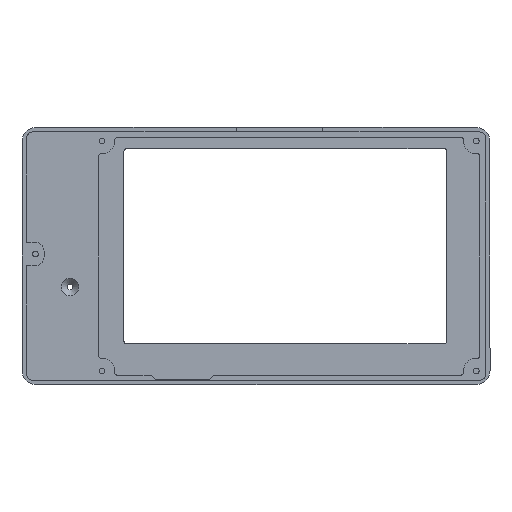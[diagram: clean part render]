
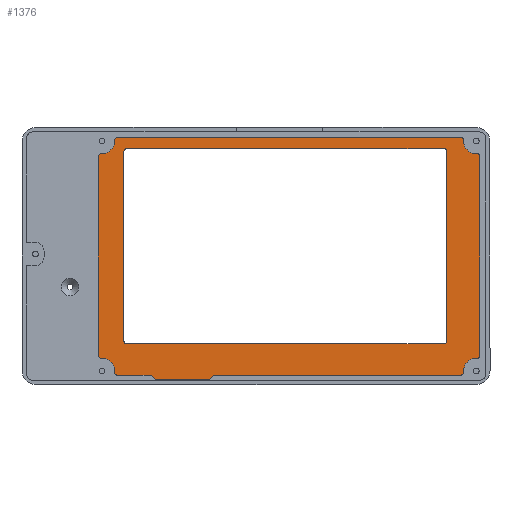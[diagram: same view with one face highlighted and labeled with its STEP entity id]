
A CAD part, front view. The second image highlights one B-rep face of the part: STEP entity #1376.
In plain terms, the highlighted planar face has unit normal (0, -1, 0).
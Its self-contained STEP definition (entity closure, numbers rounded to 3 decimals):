
#24=FACE_BOUND('',#268,.T.);
#107=CIRCLE('',#1506,1.);
#108=CIRCLE('',#1508,4.3);
#109=CIRCLE('',#1510,1.);
#110=CIRCLE('',#1513,1.);
#111=CIRCLE('',#1515,4.3);
#112=CIRCLE('',#1517,1.);
#113=CIRCLE('',#1520,1.);
#114=CIRCLE('',#1522,4.3);
#115=CIRCLE('',#1524,1.);
#116=CIRCLE('',#1527,1.);
#117=CIRCLE('',#1529,4.3);
#118=CIRCLE('',#1530,1.);
#119=CIRCLE('',#1531,1.);
#120=CIRCLE('',#1532,1.);
#121=CIRCLE('',#1533,1.);
#122=CIRCLE('',#1534,1.);
#180=FACE_OUTER_BOUND('',#267,.T.);
#267=EDGE_LOOP('',(#1153,#1154,#1155,#1156,#1157,#1158,#1159,#1160,#1161,
#1162,#1163,#1164,#1165,#1166,#1167,#1168,#1169,#1170,#1171,#1172));
#268=EDGE_LOOP('',(#1173,#1174,#1175,#1176,#1177,#1178,#1179,#1180));
#384=LINE('',#2277,#514);
#389=LINE('',#2293,#519);
#395=LINE('',#2311,#525);
#399=LINE('',#2320,#529);
#400=LINE('',#2325,#530);
#401=LINE('',#2327,#531);
#402=LINE('',#2329,#532);
#403=LINE('',#2330,#533);
#404=LINE('',#2335,#534);
#405=LINE('',#2339,#535);
#406=LINE('',#2343,#536);
#407=LINE('',#2346,#537);
#514=VECTOR('',#1838,10.);
#519=VECTOR('',#1857,10.);
#525=VECTOR('',#1877,10.);
#529=VECTOR('',#1887,10.);
#530=VECTOR('',#1892,10.);
#531=VECTOR('',#1893,10.);
#532=VECTOR('',#1894,10.);
#533=VECTOR('',#1895,10.);
#534=VECTOR('',#1898,10.);
#535=VECTOR('',#1901,10.);
#536=VECTOR('',#1904,10.);
#537=VECTOR('',#1907,10.);
#657=VERTEX_POINT('',#2262);
#658=VERTEX_POINT('',#2263);
#659=VERTEX_POINT('',#2268);
#660=VERTEX_POINT('',#2272);
#661=VERTEX_POINT('',#2276);
#662=VERTEX_POINT('',#2280);
#663=VERTEX_POINT('',#2284);
#664=VERTEX_POINT('',#2288);
#665=VERTEX_POINT('',#2292);
#666=VERTEX_POINT('',#2296);
#667=VERTEX_POINT('',#2297);
#668=VERTEX_POINT('',#2302);
#669=VERTEX_POINT('',#2306);
#670=VERTEX_POINT('',#2310);
#671=VERTEX_POINT('',#2314);
#672=VERTEX_POINT('',#2315);
#673=VERTEX_POINT('',#2321);
#674=VERTEX_POINT('',#2324);
#675=VERTEX_POINT('',#2326);
#676=VERTEX_POINT('',#2328);
#677=VERTEX_POINT('',#2331);
#678=VERTEX_POINT('',#2332);
#679=VERTEX_POINT('',#2334);
#680=VERTEX_POINT('',#2336);
#681=VERTEX_POINT('',#2338);
#682=VERTEX_POINT('',#2340);
#683=VERTEX_POINT('',#2342);
#684=VERTEX_POINT('',#2344);
#820=EDGE_CURVE('',#657,#658,#107,.T.);
#823=EDGE_CURVE('',#659,#657,#108,.T.);
#825=EDGE_CURVE('',#660,#659,#109,.T.);
#827=EDGE_CURVE('',#661,#660,#384,.T.);
#829=EDGE_CURVE('',#662,#661,#110,.T.);
#831=EDGE_CURVE('',#662,#663,#111,.T.);
#833=EDGE_CURVE('',#664,#663,#112,.T.);
#835=EDGE_CURVE('',#664,#665,#389,.T.);
#837=EDGE_CURVE('',#666,#667,#113,.T.);
#840=EDGE_CURVE('',#668,#666,#114,.T.);
#842=EDGE_CURVE('',#669,#668,#115,.T.);
#844=EDGE_CURVE('',#669,#670,#395,.T.);
#846=EDGE_CURVE('',#671,#672,#116,.T.);
#849=EDGE_CURVE('',#658,#671,#399,.T.);
#850=EDGE_CURVE('',#672,#673,#117,.T.);
#851=EDGE_CURVE('',#673,#670,#118,.T.);
#852=EDGE_CURVE('',#667,#674,#400,.T.);
#853=EDGE_CURVE('',#675,#674,#401,.F.);
#854=EDGE_CURVE('',#676,#675,#402,.T.);
#855=EDGE_CURVE('',#665,#676,#403,.F.);
#856=EDGE_CURVE('',#677,#678,#119,.T.);
#857=EDGE_CURVE('',#677,#679,#404,.T.);
#858=EDGE_CURVE('',#680,#679,#120,.T.);
#859=EDGE_CURVE('',#681,#680,#405,.T.);
#860=EDGE_CURVE('',#682,#681,#121,.T.);
#861=EDGE_CURVE('',#683,#682,#406,.T.);
#862=EDGE_CURVE('',#684,#683,#122,.T.);
#863=EDGE_CURVE('',#678,#684,#407,.T.);
#1153=ORIENTED_EDGE('',*,*,#820,.T.);
#1154=ORIENTED_EDGE('',*,*,#849,.T.);
#1155=ORIENTED_EDGE('',*,*,#846,.T.);
#1156=ORIENTED_EDGE('',*,*,#850,.T.);
#1157=ORIENTED_EDGE('',*,*,#851,.T.);
#1158=ORIENTED_EDGE('',*,*,#844,.F.);
#1159=ORIENTED_EDGE('',*,*,#842,.T.);
#1160=ORIENTED_EDGE('',*,*,#840,.T.);
#1161=ORIENTED_EDGE('',*,*,#837,.T.);
#1162=ORIENTED_EDGE('',*,*,#852,.T.);
#1163=ORIENTED_EDGE('',*,*,#853,.F.);
#1164=ORIENTED_EDGE('',*,*,#854,.F.);
#1165=ORIENTED_EDGE('',*,*,#855,.F.);
#1166=ORIENTED_EDGE('',*,*,#835,.F.);
#1167=ORIENTED_EDGE('',*,*,#833,.T.);
#1168=ORIENTED_EDGE('',*,*,#831,.F.);
#1169=ORIENTED_EDGE('',*,*,#829,.T.);
#1170=ORIENTED_EDGE('',*,*,#827,.T.);
#1171=ORIENTED_EDGE('',*,*,#825,.T.);
#1172=ORIENTED_EDGE('',*,*,#823,.T.);
#1173=ORIENTED_EDGE('',*,*,#856,.F.);
#1174=ORIENTED_EDGE('',*,*,#857,.T.);
#1175=ORIENTED_EDGE('',*,*,#858,.F.);
#1176=ORIENTED_EDGE('',*,*,#859,.F.);
#1177=ORIENTED_EDGE('',*,*,#860,.F.);
#1178=ORIENTED_EDGE('',*,*,#861,.F.);
#1179=ORIENTED_EDGE('',*,*,#862,.F.);
#1180=ORIENTED_EDGE('',*,*,#863,.F.);
#1311=PLANE('',#1528);
#1376=ADVANCED_FACE('',(#180,#24),#1311,.F.);
#1506=AXIS2_PLACEMENT_3D('',#2264,#1822,#1823);
#1508=AXIS2_PLACEMENT_3D('',#2269,#1828,#1829);
#1510=AXIS2_PLACEMENT_3D('',#2273,#1833,#1834);
#1513=AXIS2_PLACEMENT_3D('',#2281,#1842,#1843);
#1515=AXIS2_PLACEMENT_3D('',#2285,#1847,#1848);
#1517=AXIS2_PLACEMENT_3D('',#2289,#1852,#1853);
#1520=AXIS2_PLACEMENT_3D('',#2298,#1861,#1862);
#1522=AXIS2_PLACEMENT_3D('',#2303,#1867,#1868);
#1524=AXIS2_PLACEMENT_3D('',#2307,#1872,#1873);
#1527=AXIS2_PLACEMENT_3D('',#2316,#1881,#1882);
#1528=AXIS2_PLACEMENT_3D('',#2319,#1885,#1886);
#1529=AXIS2_PLACEMENT_3D('',#2322,#1888,#1889);
#1530=AXIS2_PLACEMENT_3D('',#2323,#1890,#1891);
#1531=AXIS2_PLACEMENT_3D('',#2333,#1896,#1897);
#1532=AXIS2_PLACEMENT_3D('',#2337,#1899,#1900);
#1533=AXIS2_PLACEMENT_3D('',#2341,#1902,#1903);
#1534=AXIS2_PLACEMENT_3D('',#2345,#1905,#1906);
#1822=DIRECTION('center_axis',(0.,-1.,0.));
#1823=DIRECTION('ref_axis',(0.72,0.,0.694));
#1828=DIRECTION('center_axis',(0.,1.,0.));
#1829=DIRECTION('ref_axis',(-1.,0.,0.));
#1833=DIRECTION('center_axis',(0.,-1.,0.));
#1834=DIRECTION('ref_axis',(0.694,0.,0.72));
#1838=DIRECTION('',(0.,0.,1.));
#1842=DIRECTION('center_axis',(0.,-1.,0.));
#1843=DIRECTION('ref_axis',(0.694,0.,-0.72));
#1847=DIRECTION('center_axis',(0.,-1.,0.));
#1848=DIRECTION('ref_axis',(-1.,0.,0.));
#1852=DIRECTION('center_axis',(0.,-1.,0.));
#1853=DIRECTION('ref_axis',(0.733,0.,-0.68));
#1857=DIRECTION('',(-1.,0.,0.));
#1861=DIRECTION('center_axis',(0.,-1.,0.));
#1862=DIRECTION('ref_axis',(-0.733,0.,-0.68));
#1867=DIRECTION('center_axis',(0.,1.,0.));
#1868=DIRECTION('ref_axis',(1.,0.,0.));
#1872=DIRECTION('center_axis',(0.,-1.,0.));
#1873=DIRECTION('ref_axis',(-0.694,0.,-0.72));
#1877=DIRECTION('',(0.,0.,1.));
#1881=DIRECTION('center_axis',(0.,-1.,0.));
#1882=DIRECTION('ref_axis',(-0.72,0.,0.694));
#1885=DIRECTION('center_axis',(0.,1.,0.));
#1886=DIRECTION('ref_axis',(1.,0.,0.));
#1887=DIRECTION('',(-1.,0.,0.));
#1888=DIRECTION('center_axis',(0.,1.,0.));
#1889=DIRECTION('ref_axis',(-1.,0.,0.));
#1890=DIRECTION('center_axis',(0.,-1.,0.));
#1891=DIRECTION('ref_axis',(-0.694,0.,0.72));
#1892=DIRECTION('',(1.,0.,0.));
#1893=DIRECTION('',(0.707,0.,-0.707));
#1894=DIRECTION('',(-1.,0.,0.));
#1895=DIRECTION('',(0.707,0.,0.707));
#1896=DIRECTION('center_axis',(0.,-1.,0.));
#1897=DIRECTION('ref_axis',(-0.707,0.,0.707));
#1898=DIRECTION('',(1.,0.,0.));
#1899=DIRECTION('center_axis',(0.,-1.,0.));
#1900=DIRECTION('ref_axis',(0.707,0.,0.707));
#1901=DIRECTION('',(0.,0.,1.));
#1902=DIRECTION('center_axis',(0.,-1.,0.));
#1903=DIRECTION('ref_axis',(0.707,0.,-0.707));
#1904=DIRECTION('',(1.,0.,0.));
#1905=DIRECTION('center_axis',(0.,-1.,0.));
#1906=DIRECTION('ref_axis',(-0.707,0.,-0.707));
#1907=DIRECTION('',(0.,0.,-1.));
#2262=CARTESIAN_POINT('',(-24.297,4.49,-90.538));
#2263=CARTESIAN_POINT('',(-25.296,4.49,-89.5));
#2264=CARTESIAN_POINT('Origin',(-25.296,4.49,-90.5));
#2268=CARTESIAN_POINT('',(-19.838,4.49,-94.997));
#2269=CARTESIAN_POINT('Origin',(-20.,4.49,-90.7));
#2272=CARTESIAN_POINT('',(-18.8,4.49,-95.996));
#2273=CARTESIAN_POINT('Origin',(-19.8,4.49,-95.996));
#2276=CARTESIAN_POINT('',(-18.8,4.49,-163.904));
#2277=CARTESIAN_POINT('',(-18.8,4.49,-99.));
#2280=CARTESIAN_POINT('',(-19.838,4.49,-164.903));
#2281=CARTESIAN_POINT('Origin',(-19.8,4.49,-163.904));
#2284=CARTESIAN_POINT('',(-24.288,4.49,-169.525));
#2285=CARTESIAN_POINT('Origin',(-20.,4.49,-169.2));
#2288=CARTESIAN_POINT('',(-25.285,4.49,-170.6));
#2289=CARTESIAN_POINT('Origin',(-25.285,4.49,-169.6));
#2292=CARTESIAN_POINT('',(-109.7,4.49,-170.6));
#2293=CARTESIAN_POINT('',(-18.8,4.49,-170.6));
#2296=CARTESIAN_POINT('',(-143.512,4.49,-169.525));
#2297=CARTESIAN_POINT('',(-142.515,4.49,-170.6));
#2298=CARTESIAN_POINT('Origin',(-142.515,4.49,-169.6));
#2302=CARTESIAN_POINT('',(-147.962,4.49,-164.903));
#2303=CARTESIAN_POINT('Origin',(-147.8,4.49,-169.2));
#2306=CARTESIAN_POINT('',(-149.,4.49,-163.904));
#2307=CARTESIAN_POINT('Origin',(-148.,4.49,-163.904));
#2310=CARTESIAN_POINT('',(-149.,4.49,-95.996));
#2311=CARTESIAN_POINT('',(-149.,4.49,-99.));
#2314=CARTESIAN_POINT('',(-142.504,4.49,-89.5));
#2315=CARTESIAN_POINT('',(-143.503,4.49,-90.538));
#2316=CARTESIAN_POINT('Origin',(-142.504,4.49,-90.5));
#2319=CARTESIAN_POINT('Origin',(-90.6,4.49,-134.9));
#2320=CARTESIAN_POINT('',(-31.8,4.49,-89.5));
#2321=CARTESIAN_POINT('',(-147.962,4.49,-94.997));
#2322=CARTESIAN_POINT('Origin',(-147.8,4.49,-90.7));
#2323=CARTESIAN_POINT('Origin',(-148.,4.49,-95.996));
#2324=CARTESIAN_POINT('',(-131.,4.49,-170.6));
#2325=CARTESIAN_POINT('',(-149.,4.49,-170.6));
#2326=CARTESIAN_POINT('',(-129.6,4.49,-172.));
#2327=CARTESIAN_POINT('',(-129.475,4.49,-172.125));
#2328=CARTESIAN_POINT('',(-111.1,4.49,-172.));
#2329=CARTESIAN_POINT('',(-117.1,4.49,-172.));
#2330=CARTESIAN_POINT('',(-96.35,4.49,-157.25));
#2331=CARTESIAN_POINT('',(-139.3,4.49,-93.3));
#2332=CARTESIAN_POINT('',(-140.3,4.49,-94.3));
#2333=CARTESIAN_POINT('Origin',(-139.3,4.49,-94.3));
#2334=CARTESIAN_POINT('',(-31.,4.49,-93.3));
#2335=CARTESIAN_POINT('',(-65.05,4.49,-93.3));
#2336=CARTESIAN_POINT('',(-30.,4.49,-94.3));
#2337=CARTESIAN_POINT('Origin',(-31.,4.49,-94.3));
#2338=CARTESIAN_POINT('',(-30.,4.49,-158.9));
#2339=CARTESIAN_POINT('',(-30.,4.49,-119.5));
#2340=CARTESIAN_POINT('',(-31.,4.49,-159.9));
#2341=CARTESIAN_POINT('Origin',(-31.,4.49,-158.9));
#2342=CARTESIAN_POINT('',(-139.3,4.49,-159.9));
#2343=CARTESIAN_POINT('',(-39.5,4.49,-159.9));
#2344=CARTESIAN_POINT('',(-140.3,4.49,-158.9));
#2345=CARTESIAN_POINT('Origin',(-139.3,4.49,-158.9));
#2346=CARTESIAN_POINT('',(-140.3,4.49,-160.9));
